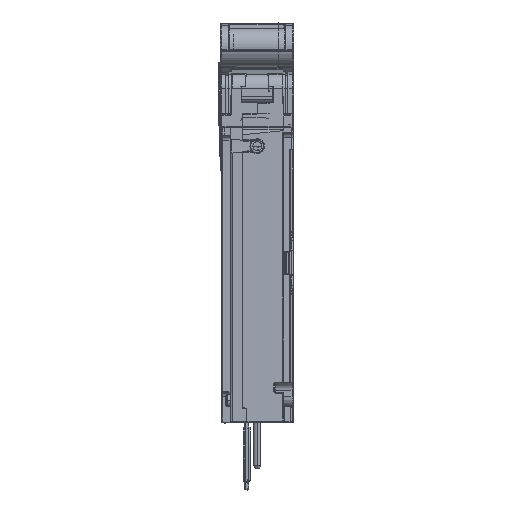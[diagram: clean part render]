
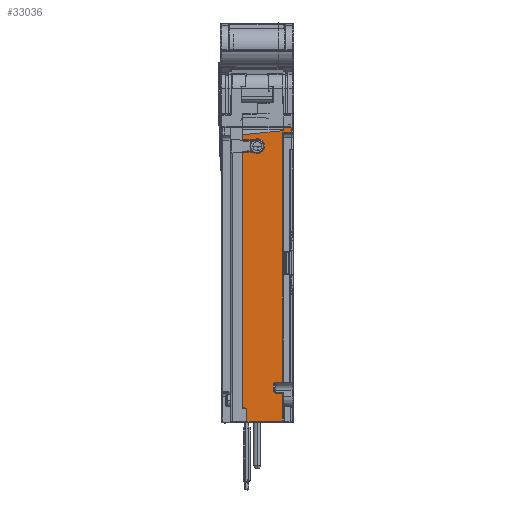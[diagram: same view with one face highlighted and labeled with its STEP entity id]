
A CAD part, left-side view. The second image highlights one B-rep face of the part: STEP entity #33036.
In plain terms, the highlighted planar face has unit normal (-1, -0.009, 0).
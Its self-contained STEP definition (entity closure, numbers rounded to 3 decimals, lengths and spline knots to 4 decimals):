
#31234=DIRECTION('',(0.,0.,1.));
#31235=VECTOR('',#31234,0.7445);
#31236=CARTESIAN_POINT('',(-1.6009,2.8027,
-5.4317));
#31237=LINE('',#31236,#31235);
#31246=CARTESIAN_POINT('',(-1.6009,2.8027,
-4.6872));
#31282=DIRECTION('',(-0.009,1.,0.017));
#31283=VECTOR('',#31282,0.1879);
#31284=CARTESIAN_POINT('',(-1.6009,2.8027,
-4.6872));
#31285=LINE('',#31284,#31283);
#31297=CARTESIAN_POINT('',(-1.6025,2.9906,
-4.6839));
#31298=CARTESIAN_POINT('',(-1.6026,2.9979,
-4.6838));
#31299=CARTESIAN_POINT('',(-1.6027,3.0106,
-4.6801));
#31300=CARTESIAN_POINT('',(-1.6028,3.0257,
-4.6647));
#31301=CARTESIAN_POINT('',(-1.6028,3.0292,
-4.6519));
#31302=CARTESIAN_POINT('',(-1.6028,3.0292,
-4.6446));
#31315=DIRECTION('',(-0.009,1.,-0.009));
#31316=VECTOR('',#31315,0.9453);
#31317=CARTESIAN_POINT('',(-1.6009,2.8027,
-5.4317));
#31318=LINE('',#31317,#31316);
#31322=DIRECTION('',(0.,0.,1.));
#31323=VECTOR('',#31322,0.3554);
#31324=CARTESIAN_POINT('',(-1.6091,3.7479,
-5.44));
#31325=LINE('',#31324,#31323);
#31329=DIRECTION('',(-0.009,1.,0.017));
#31330=VECTOR('',#31329,0.1181);
#31331=CARTESIAN_POINT('',(-1.6091,3.7479,
-5.0846));
#31332=LINE('',#31331,#31330);
#31336=DIRECTION('',(0.,0.,1.));
#31337=VECTOR('',#31336,6.8128);
#31338=CARTESIAN_POINT('',(-1.6101,3.866,
-5.0825));
#31339=LINE('',#31338,#31337);
#31343=DIRECTION('',(0.009,-1.,0.025));
#31344=VECTOR('',#31343,0.3979);
#31345=CARTESIAN_POINT('',(-1.6101,3.866,
1.7304));
#31346=LINE('',#31345,#31344);
#31350=CARTESIAN_POINT('',(-1.6067,3.4683,
1.7402));
#31351=CARTESIAN_POINT('',(-1.6065,3.4455,
1.7413));
#31352=CARTESIAN_POINT('',(-1.6061,3.4043,
1.7505));
#31353=CARTESIAN_POINT('',(-1.6056,3.3519,
1.7881));
#31354=CARTESIAN_POINT('',(-1.6054,3.3186,
1.8407));
#31355=CARTESIAN_POINT('',(-1.6053,3.307,
1.9018));
#31356=CARTESIAN_POINT('',(-1.6054,3.3188,
1.9628));
#31357=CARTESIAN_POINT('',(-1.6056,3.3521,
2.0152));
#31358=CARTESIAN_POINT('',(-1.6061,3.4045,
2.0526));
#31359=CARTESIAN_POINT('',(-1.6065,3.4456,
2.0617));
#31360=CARTESIAN_POINT('',(-1.6067,3.4683,
2.0628));
#31365=DIRECTION('',(-0.009,1.,0.025));
#31366=VECTOR('',#31365,0.3979);
#31367=CARTESIAN_POINT('',(-1.6067,3.4683,
2.0628));
#31368=LINE('',#31367,#31366);
#31372=DIRECTION('',(0.,0.,1.));
#31373=VECTOR('',#31372,0.1321);
#31374=CARTESIAN_POINT('',(-1.6101,3.866,
2.0726));
#31375=LINE('',#31374,#31373);
#31379=DIRECTION('',(0.009,-0.995,0.102));
#31380=VECTOR('',#31379,1.092);
#31381=CARTESIAN_POINT('',(-1.6101,3.866,
2.2047));
#31382=LINE('',#31381,#31380);
#31386=DIRECTION('',(0.,0.,1.));
#31387=VECTOR('',#31386,0.1565);
#31388=CARTESIAN_POINT('',(-1.6007,2.7798,
2.3161));
#31389=LINE('',#31388,#31387);
#31393=DIRECTION('',(0.009,-1.,0.017));
#31394=VECTOR('',#31393,0.2331);
#31395=CARTESIAN_POINT('',(-1.6007,2.7798,
2.4727));
#31396=LINE('',#31395,#31394);
#31400=DIRECTION('',(0.,0.,-1.));
#31401=VECTOR('',#31400,0.2155);
#31402=CARTESIAN_POINT('',(-1.5986,2.5468,
2.4767));
#31403=LINE('',#31402,#31401);
#31407=DIRECTION('',(-0.009,1.,-0.009));
#31408=VECTOR('',#31407,0.2559);
#31409=CARTESIAN_POINT('',(-1.5986,2.5468,
2.2612));
#31410=LINE('',#31409,#31408);
#31414=DIRECTION('',(0.,0.,1.));
#31415=VECTOR('',#31414,0.2085);
#31416=CARTESIAN_POINT('',(-1.6028,3.0292,
-4.6446));
#31417=LINE('',#31416,#31415);
#31428=CARTESIAN_POINT('',(-1.6028,3.0292,
-4.4361));
#31429=CARTESIAN_POINT('',(-1.6028,3.0292,
-4.4288));
#31430=CARTESIAN_POINT('',(-1.6028,3.0257,
-4.416));
#31431=CARTESIAN_POINT('',(-1.6027,3.0106,
-4.4006));
#31432=CARTESIAN_POINT('',(-1.6026,2.9979,
-4.3969));
#31433=CARTESIAN_POINT('',(-1.6025,2.9906,
-4.3967));
#31455=DIRECTION('',(0.009,-1.,0.017));
#31456=VECTOR('',#31455,0.1879);
#31457=CARTESIAN_POINT('',(-1.6025,2.9906,
-4.3967));
#31458=LINE('',#31457,#31456);
#31535=DIRECTION('',(0.,0.,1.));
#31536=VECTOR('',#31535,6.6525);
#31537=CARTESIAN_POINT('',(-1.6009,2.8027,
-4.3935));
#31538=LINE('',#31537,#31536);
#32188=CARTESIAN_POINT('',(-1.6091,3.7479,
-5.44));
#32189=CARTESIAN_POINT('',(-1.6091,3.7479,
-5.0846));
#32190=VERTEX_POINT('',#32188);
#32191=VERTEX_POINT('',#32189);
#32192=CARTESIAN_POINT('',(-1.6101,3.866,
-5.0825));
#32193=VERTEX_POINT('',#32192);
#32194=CARTESIAN_POINT('',(-1.6101,3.866,
1.7304));
#32195=VERTEX_POINT('',#32194);
#32196=CARTESIAN_POINT('',(-1.6067,3.4683,
1.7402));
#32197=VERTEX_POINT('',#32196);
#32198=VERTEX_POINT('',#31360);
#32199=CARTESIAN_POINT('',(-1.6101,3.866,
2.0726));
#32200=VERTEX_POINT('',#32199);
#32201=CARTESIAN_POINT('',(-1.6101,3.866,
2.2047));
#32202=VERTEX_POINT('',#32201);
#32203=CARTESIAN_POINT('',(-1.6007,2.7798,
2.3161));
#32204=VERTEX_POINT('',#32203);
#32205=CARTESIAN_POINT('',(-1.6007,2.7798,
2.4727));
#32206=VERTEX_POINT('',#32205);
#32207=CARTESIAN_POINT('',(-1.5986,2.5468,
2.4767));
#32208=VERTEX_POINT('',#32207);
#32209=CARTESIAN_POINT('',(-1.5986,2.5468,
2.2612));
#32210=VERTEX_POINT('',#32209);
#32211=CARTESIAN_POINT('',(-1.6009,2.8027,
2.259));
#32212=VERTEX_POINT('',#32211);
#32281=VERTEX_POINT('',#31246);
#32282=CARTESIAN_POINT('',(-1.6009,2.8027,
-5.4317));
#32283=VERTEX_POINT('',#32282);
#32284=CARTESIAN_POINT('',(-1.6025,2.9906,
-4.6839));
#32285=VERTEX_POINT('',#32284);
#32286=VERTEX_POINT('',#31302);
#32287=CARTESIAN_POINT('',(-1.6028,3.0292,
-4.4361));
#32288=VERTEX_POINT('',#32287);
#32289=CARTESIAN_POINT('',(-1.6009,2.8027,
-4.3935));
#32290=VERTEX_POINT('',#32289);
#32291=CARTESIAN_POINT('',(-1.6025,2.9906,
-4.3967));
#32292=VERTEX_POINT('',#32291);
#32992=CARTESIAN_POINT('',(-1.6101,3.866,
-5.5136));
#32993=DIRECTION('',(-1.,-0.009,0.));
#32994=DIRECTION('',(0.,0.,1.));
#32995=AXIS2_PLACEMENT_3D('',#32992,#32993,#32994);
#32996=PLANE('',#32995);
#32998=ORIENTED_EDGE('',*,*,#32997,.F.);
#32999=ORIENTED_EDGE('',*,*,#32983,.F.);
#33000=ORIENTED_EDGE('',*,*,#32868,.F.);
#33001=ORIENTED_EDGE('',*,*,#32814,.F.);
#33003=ORIENTED_EDGE('',*,*,#33002,.T.);
#33005=ORIENTED_EDGE('',*,*,#33004,.T.);
#33007=ORIENTED_EDGE('',*,*,#33006,.T.);
#33009=ORIENTED_EDGE('',*,*,#33008,.T.);
#33011=ORIENTED_EDGE('',*,*,#33010,.T.);
#33013=ORIENTED_EDGE('',*,*,#33012,.T.);
#33015=ORIENTED_EDGE('',*,*,#33014,.T.);
#33017=ORIENTED_EDGE('',*,*,#33016,.T.);
#33019=ORIENTED_EDGE('',*,*,#33018,.T.);
#33021=ORIENTED_EDGE('',*,*,#33020,.T.);
#33023=ORIENTED_EDGE('',*,*,#33022,.T.);
#33025=ORIENTED_EDGE('',*,*,#33024,.T.);
#33027=ORIENTED_EDGE('',*,*,#33026,.T.);
#33029=ORIENTED_EDGE('',*,*,#33028,.F.);
#33031=ORIENTED_EDGE('',*,*,#33030,.F.);
#33033=ORIENTED_EDGE('',*,*,#33032,.F.);
#33034=EDGE_LOOP('',(#32998,#32999,#33000,#33001,#33003,#33005,#33007,#33009,
#33011,#33013,#33015,#33017,#33019,#33021,#33023,#33025,#33027,#33029,#33031,
#33033));
#33035=FACE_OUTER_BOUND('',#33034,.F.);
#31303=B_SPLINE_CURVE_WITH_KNOTS('',3,(#31297,#31298,#31299,#31300,#31301,
#31302),.UNSPECIFIED.,.F.,.F.,(4,1,1,4),(0.,0.3333,
0.6667,1.),.UNSPECIFIED.);
#31361=B_SPLINE_CURVE_WITH_KNOTS('',3,(#31350,#31351,#31352,#31353,#31354,
#31355,#31356,#31357,#31358,#31359,#31360),.UNSPECIFIED.,.F.,.F.,(4,1,1,1,1,1,1,
1,4),(0.,0.125,0.25,0.375,0.5,0.625,0.75,0.875,1.),
.UNSPECIFIED.);
#31434=B_SPLINE_CURVE_WITH_KNOTS('',3,(#31428,#31429,#31430,#31431,#31432,
#31433),.UNSPECIFIED.,.F.,.F.,(4,1,1,4),(0.,0.3333,
0.6667,1.),.UNSPECIFIED.);
#32814=EDGE_CURVE('',#32283,#32281,#31237,.T.);
#32868=EDGE_CURVE('',#32281,#32285,#31285,.T.);
#32983=EDGE_CURVE('',#32285,#32286,#31303,.T.);
#32997=EDGE_CURVE('',#32286,#32288,#31417,.T.);
#33002=EDGE_CURVE('',#32283,#32190,#31318,.T.);
#33004=EDGE_CURVE('',#32190,#32191,#31325,.T.);
#33006=EDGE_CURVE('',#32191,#32193,#31332,.T.);
#33008=EDGE_CURVE('',#32193,#32195,#31339,.T.);
#33010=EDGE_CURVE('',#32195,#32197,#31346,.T.);
#33012=EDGE_CURVE('',#32197,#32198,#31361,.T.);
#33014=EDGE_CURVE('',#32198,#32200,#31368,.T.);
#33016=EDGE_CURVE('',#32200,#32202,#31375,.T.);
#33018=EDGE_CURVE('',#32202,#32204,#31382,.T.);
#33020=EDGE_CURVE('',#32204,#32206,#31389,.T.);
#33022=EDGE_CURVE('',#32206,#32208,#31396,.T.);
#33024=EDGE_CURVE('',#32208,#32210,#31403,.T.);
#33026=EDGE_CURVE('',#32210,#32212,#31410,.T.);
#33028=EDGE_CURVE('',#32290,#32212,#31538,.T.);
#33030=EDGE_CURVE('',#32292,#32290,#31458,.T.);
#33032=EDGE_CURVE('',#32288,#32292,#31434,.T.);
#33036=ADVANCED_FACE('',(#33035),#32996,.T.);
